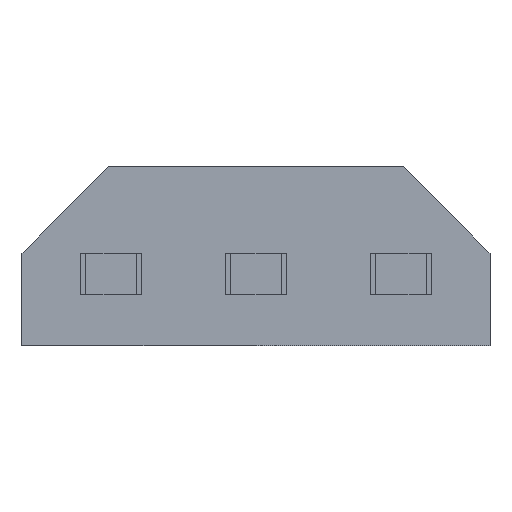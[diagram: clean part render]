
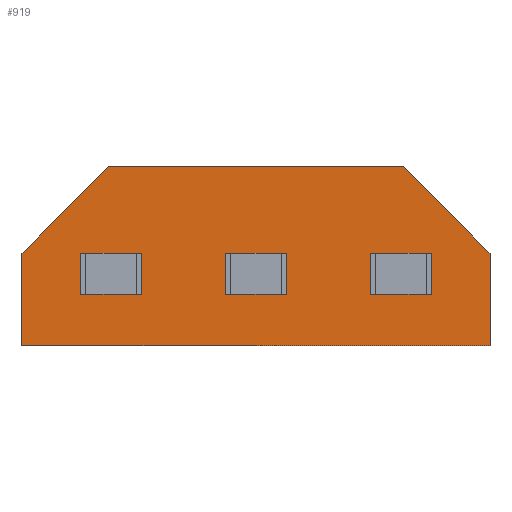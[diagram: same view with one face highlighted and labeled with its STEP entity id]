
A CAD part, front view. The second image highlights one B-rep face of the part: STEP entity #919.
In plain terms, the highlighted planar face has unit normal (0, -1, 0).
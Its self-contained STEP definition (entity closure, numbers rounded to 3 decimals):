
#15=FACE_BOUND('',#109,.T.);
#16=FACE_BOUND('',#110,.T.);
#17=FACE_BOUND('',#111,.T.);
#61=FACE_OUTER_BOUND('',#108,.T.);
#108=EDGE_LOOP('',(#799,#800,#801,#802,#803,#804));
#109=EDGE_LOOP('',(#805,#806,#807,#808));
#110=EDGE_LOOP('',(#809,#810,#811,#812));
#111=EDGE_LOOP('',(#813,#814,#815,#816));
#129=LINE('',#1238,#255);
#147=LINE('',#1273,#273);
#162=LINE('',#1305,#288);
#179=LINE('',#1339,#305);
#210=LINE('',#1402,#336);
#213=LINE('',#1407,#339);
#215=LINE('',#1411,#341);
#216=LINE('',#1413,#342);
#218=LINE('',#1417,#344);
#219=LINE('',#1419,#345);
#221=LINE('',#1423,#347);
#222=LINE('',#1425,#348);
#223=LINE('',#1429,#349);
#232=LINE('',#1447,#358);
#234=LINE('',#1451,#360);
#236=LINE('',#1455,#362);
#237=LINE('',#1457,#363);
#238=LINE('',#1458,#364);
#255=VECTOR('',#1008,10.);
#273=VECTOR('',#1040,10.);
#288=VECTOR('',#1063,10.);
#305=VECTOR('',#1094,10.);
#336=VECTOR('',#1145,10.);
#339=VECTOR('',#1150,10.);
#341=VECTOR('',#1154,10.);
#342=VECTOR('',#1157,10.);
#344=VECTOR('',#1161,10.);
#345=VECTOR('',#1164,10.);
#347=VECTOR('',#1168,10.);
#348=VECTOR('',#1171,10.);
#349=VECTOR('',#1174,10.);
#358=VECTOR('',#1187,10.);
#360=VECTOR('',#1191,10.);
#362=VECTOR('',#1195,10.);
#363=VECTOR('',#1196,10.);
#364=VECTOR('',#1197,10.);
#378=VERTEX_POINT('',#1235);
#379=VERTEX_POINT('',#1237);
#389=VERTEX_POINT('',#1271);
#401=VERTEX_POINT('',#1302);
#402=VERTEX_POINT('',#1304);
#412=VERTEX_POINT('',#1338);
#433=VERTEX_POINT('',#1399);
#434=VERTEX_POINT('',#1401);
#435=VERTEX_POINT('',#1405);
#436=VERTEX_POINT('',#1409);
#437=VERTEX_POINT('',#1415);
#438=VERTEX_POINT('',#1421);
#439=VERTEX_POINT('',#1427);
#440=VERTEX_POINT('',#1428);
#447=VERTEX_POINT('',#1446);
#448=VERTEX_POINT('',#1450);
#449=VERTEX_POINT('',#1454);
#450=VERTEX_POINT('',#1456);
#465=EDGE_CURVE('',#379,#378,#129,.T.);
#483=EDGE_CURVE('',#378,#389,#147,.T.);
#498=EDGE_CURVE('',#402,#401,#162,.T.);
#515=EDGE_CURVE('',#412,#402,#179,.T.);
#546=EDGE_CURVE('',#434,#433,#210,.T.);
#549=EDGE_CURVE('',#433,#435,#213,.T.);
#551=EDGE_CURVE('',#435,#436,#215,.T.);
#552=EDGE_CURVE('',#436,#434,#216,.T.);
#554=EDGE_CURVE('',#401,#437,#218,.T.);
#555=EDGE_CURVE('',#437,#412,#219,.T.);
#557=EDGE_CURVE('',#389,#438,#221,.T.);
#558=EDGE_CURVE('',#438,#379,#222,.T.);
#559=EDGE_CURVE('',#439,#440,#223,.T.);
#568=EDGE_CURVE('',#440,#447,#232,.T.);
#570=EDGE_CURVE('',#447,#448,#234,.T.);
#572=EDGE_CURVE('',#449,#439,#236,.T.);
#573=EDGE_CURVE('',#449,#450,#237,.T.);
#574=EDGE_CURVE('',#450,#448,#238,.T.);
#799=ORIENTED_EDGE('',*,*,#559,.F.);
#800=ORIENTED_EDGE('',*,*,#572,.F.);
#801=ORIENTED_EDGE('',*,*,#573,.T.);
#802=ORIENTED_EDGE('',*,*,#574,.T.);
#803=ORIENTED_EDGE('',*,*,#570,.F.);
#804=ORIENTED_EDGE('',*,*,#568,.F.);
#805=ORIENTED_EDGE('',*,*,#551,.T.);
#806=ORIENTED_EDGE('',*,*,#552,.T.);
#807=ORIENTED_EDGE('',*,*,#546,.T.);
#808=ORIENTED_EDGE('',*,*,#549,.T.);
#809=ORIENTED_EDGE('',*,*,#554,.T.);
#810=ORIENTED_EDGE('',*,*,#555,.T.);
#811=ORIENTED_EDGE('',*,*,#515,.T.);
#812=ORIENTED_EDGE('',*,*,#498,.T.);
#813=ORIENTED_EDGE('',*,*,#557,.T.);
#814=ORIENTED_EDGE('',*,*,#558,.T.);
#815=ORIENTED_EDGE('',*,*,#465,.T.);
#816=ORIENTED_EDGE('',*,*,#483,.T.);
#872=PLANE('',#980);
#919=ADVANCED_FACE('',(#61,#15,#16,#17),#872,.T.);
#980=AXIS2_PLACEMENT_3D('',#1453,#1193,#1194);
#1008=DIRECTION('',(-1.,0.,0.));
#1040=DIRECTION('',(0.,0.,1.));
#1063=DIRECTION('',(-1.,0.,0.));
#1094=DIRECTION('',(0.,0.,-1.));
#1145=DIRECTION('',(1.,0.,0.));
#1150=DIRECTION('',(0.,0.,-1.));
#1154=DIRECTION('',(-1.,0.,0.));
#1157=DIRECTION('',(0.,0.,1.));
#1161=DIRECTION('',(0.,0.,1.));
#1164=DIRECTION('',(1.,0.,0.));
#1168=DIRECTION('',(1.,0.,0.));
#1171=DIRECTION('',(0.,0.,-1.));
#1174=DIRECTION('',(0.707,0.,0.707));
#1187=DIRECTION('',(1.,0.,0.));
#1191=DIRECTION('',(0.707,0.,-0.707));
#1193=DIRECTION('center_axis',(0.,-1.,0.));
#1194=DIRECTION('ref_axis',(1.,0.,0.));
#1195=DIRECTION('',(0.,0.,1.));
#1196=DIRECTION('',(1.,0.,0.));
#1197=DIRECTION('',(0.,0.,1.));
#1235=CARTESIAN_POINT('',(-1.49,-1.59,0.45));
#1237=CARTESIAN_POINT('',(-1.05,-1.59,0.45));
#1238=CARTESIAN_POINT('',(-1.77,-1.59,0.45));
#1271=CARTESIAN_POINT('',(-1.49,-1.59,0.81));
#1273=CARTESIAN_POINT('',(-1.49,-1.59,0.405));
#1302=CARTESIAN_POINT('',(-0.22,-1.59,0.45));
#1304=CARTESIAN_POINT('',(0.22,-1.59,0.45));
#1305=CARTESIAN_POINT('',(-1.135,-1.59,0.45));
#1338=CARTESIAN_POINT('',(0.22,-1.59,0.81));
#1339=CARTESIAN_POINT('',(0.22,-1.59,0.225));
#1399=CARTESIAN_POINT('',(1.49,-1.59,0.81));
#1401=CARTESIAN_POINT('',(1.05,-1.59,0.81));
#1402=CARTESIAN_POINT('',(-0.28,-1.59,0.81));
#1405=CARTESIAN_POINT('',(1.49,-1.59,0.45));
#1407=CARTESIAN_POINT('',(1.49,-1.59,0.225));
#1409=CARTESIAN_POINT('',(1.05,-1.59,0.45));
#1411=CARTESIAN_POINT('',(-0.5,-1.59,0.45));
#1413=CARTESIAN_POINT('',(1.05,-1.59,0.405));
#1415=CARTESIAN_POINT('',(-0.22,-1.59,0.81));
#1417=CARTESIAN_POINT('',(-0.22,-1.59,0.405));
#1419=CARTESIAN_POINT('',(-0.915,-1.59,0.81));
#1421=CARTESIAN_POINT('',(-1.05,-1.59,0.81));
#1423=CARTESIAN_POINT('',(-1.55,-1.59,0.81));
#1425=CARTESIAN_POINT('',(-1.05,-1.59,0.225));
#1427=CARTESIAN_POINT('',(-2.05,-1.59,0.81));
#1428=CARTESIAN_POINT('',(-1.29,-1.59,1.57));
#1429=CARTESIAN_POINT('',(-2.063,-1.59,0.798));
#1446=CARTESIAN_POINT('',(1.29,-1.59,1.57));
#1447=CARTESIAN_POINT('',(-2.05,-1.59,1.57));
#1450=CARTESIAN_POINT('',(2.05,-1.59,0.81));
#1451=CARTESIAN_POINT('',(1.038,-1.59,1.823));
#1453=CARTESIAN_POINT('Origin',(-2.05,-1.59,0.));
#1454=CARTESIAN_POINT('',(-2.05,-1.59,0.));
#1455=CARTESIAN_POINT('',(-2.05,-1.59,0.));
#1456=CARTESIAN_POINT('',(2.05,-1.59,0.));
#1457=CARTESIAN_POINT('',(-2.05,-1.59,0.));
#1458=CARTESIAN_POINT('',(2.05,-1.59,0.));
